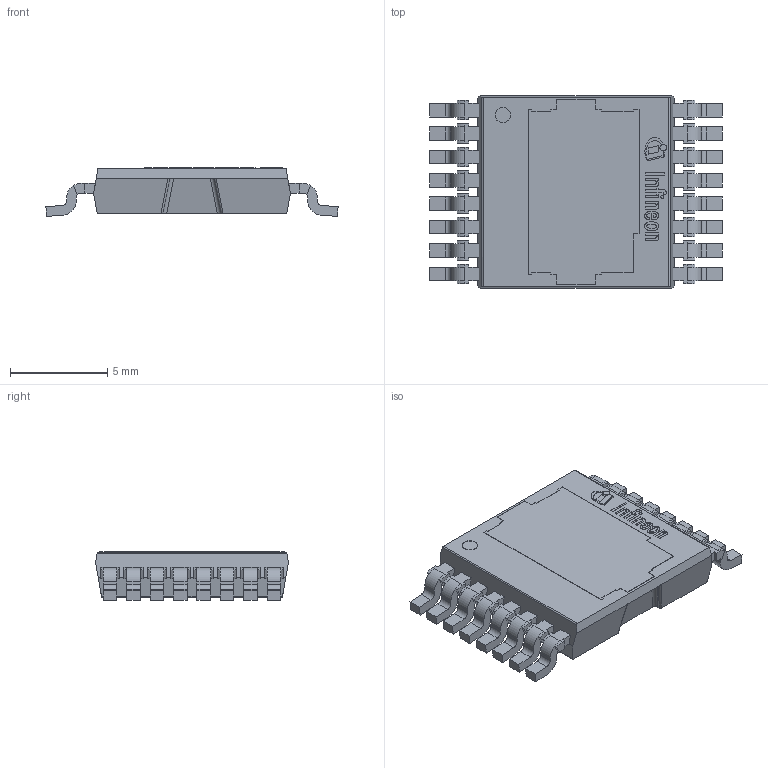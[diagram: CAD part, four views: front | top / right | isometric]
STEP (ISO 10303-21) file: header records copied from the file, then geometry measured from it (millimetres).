
FILE_DESCRIPTION(/* description */ (''),/* implementation_level */ '2;1');
FILE_NAME(/* name */ 'PG-HDSOP-16-8_Z8B00243117_V02_3D.stp',/* time_stamp */ '2023-07-13T16:12:00+06:00',/* author */ ('Subramani'),/* organization */ (''),/* preprocessor_version */ 'ST-DEVELOPER v16.13',/* originating_system */ 'AutoCAD Mechanical',/* authorisation */ '');
FILE_SCHEMA (('AUTOMOTIVE_DESIGN { 1 0 10303 214 3 1 1 }'));
Length unit declared in the file: millimetre
Products named in the file (1): Product
Bounding box: 15 x 9.9 x 2.5 mm (x, y, z)
Volume: 237.6 mm3; surface area: 555.5 mm2
Topology: 31 solids, 31 shells, 632 faces, 1608 edges, 1037 vertices
Faces by surface type: plane 464, cylinder 115, bspline 52, torus 1
Full cylindrical faces by diameter (mm): 0.164 x1, 0.344 x1, 0.8 x2, 3 x1
Entity records: 19120 total; most frequent: CARTESIAN_POINT 4040, ORIENTED_EDGE 3204, DIRECTION 2959, EDGE_CURVE 1602, LINE 1263, VECTOR 1263, VERTEX_POINT 1037, AXIS2_PLACEMENT_3D 848
